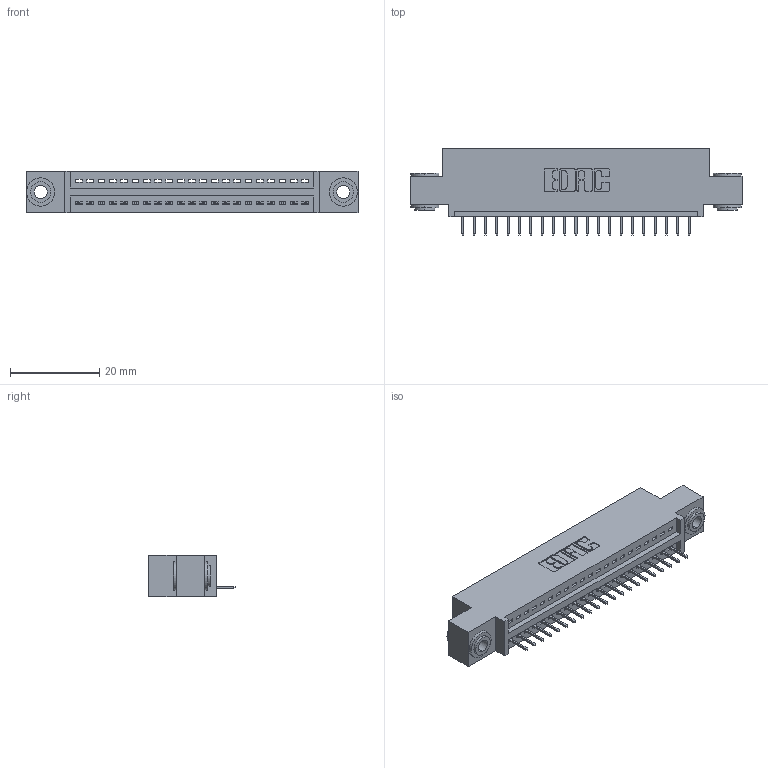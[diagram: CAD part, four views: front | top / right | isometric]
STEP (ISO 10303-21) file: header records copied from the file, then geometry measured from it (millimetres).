
FILE_DESCRIPTION (( 'STEP AP203' ), '1' );
FILE_NAME ('395-021-524-403.STEP', '2019-10-17T20:16:47', ( '' ), ( '' ), 'SwSTEP 2.0', 'SolidWorks 2016', '' );
FILE_SCHEMA (( 'CONFIG_CONTROL_DESIGN' ));
Length unit declared in the file: inch
Products named in the file (4): 345 Part_0.110 Offset - 0.156 Dia-TH; 395-021-524-403; 345-250-002_345-250-002-102; 345-292-001_345-293-124
Assembly tree (24 placements, depth 2):
  395-021-524-403
    345 Part_0.110 Offset - 0.156 Dia-TH
    345-292-001_345-293-124  x21
    345-250-002_345-250-002-102  x2
Bounding box: 74.55 x 19.35 x 9.4 mm (x, y, z)
Volume: 6771.8 mm3; surface area: 8744.8 mm2
Topology: 24 solids, 24 shells, 1470 faces, 4209 edges, 2718 vertices
Faces by surface type: plane 1060, cylinder 402, cone 8
Entity records: 19488 total; most frequent: CARTESIAN_POINT 3354, ORIENTED_EDGE 3302, DIRECTION 2991, EDGE_CURVE 1651, VECTOR 1415, LINE 1415, VERTEX_POINT 1094, AXIS2_PLACEMENT_3D 788
